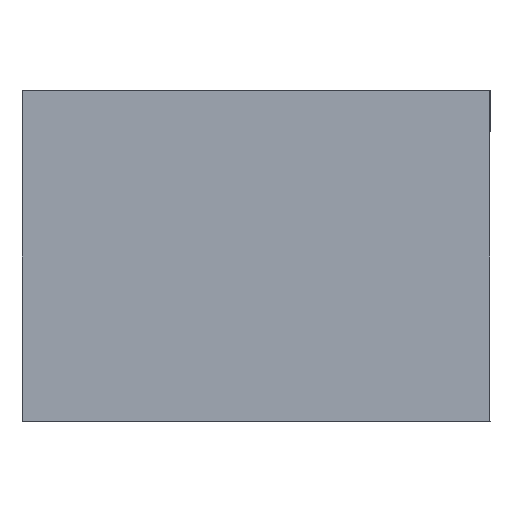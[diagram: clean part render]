
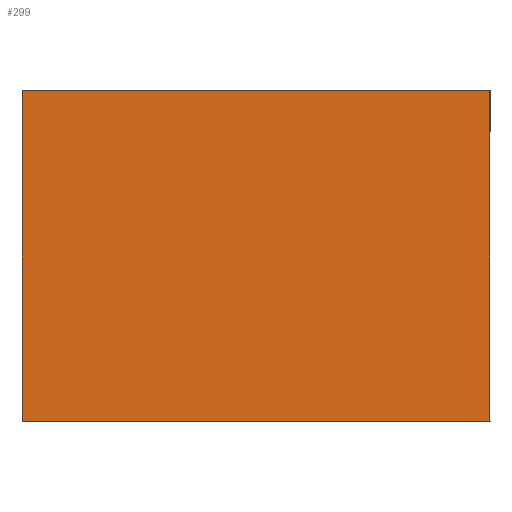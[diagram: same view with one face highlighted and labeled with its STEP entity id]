
A CAD part, top view. The second image highlights one B-rep face of the part: STEP entity #299.
In plain terms, the highlighted planar face has unit normal (0, 0, 1).
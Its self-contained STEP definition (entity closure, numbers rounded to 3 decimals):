
#53=ORIENTED_EDGE('',*,*,#111,.T.);
#54=ORIENTED_EDGE('',*,*,#115,.T.);
#55=ORIENTED_EDGE('',*,*,#118,.T.);
#56=ORIENTED_EDGE('',*,*,#120,.T.);
#111=EDGE_CURVE('',#148,#147,#171,.T.);
#115=EDGE_CURVE('',#147,#150,#175,.T.);
#118=EDGE_CURVE('',#150,#152,#178,.T.);
#120=EDGE_CURVE('',#152,#148,#180,.T.);
#147=VERTEX_POINT('',#458);
#148=VERTEX_POINT('',#460);
#150=VERTEX_POINT('',#466);
#152=VERTEX_POINT('',#472);
#171=LINE('',#459,#207);
#175=LINE('',#467,#211);
#178=LINE('',#473,#214);
#180=LINE('',#476,#216);
#207=VECTOR('',#378,1000.);
#211=VECTOR('',#384,1000.);
#214=VECTOR('',#389,1000.);
#216=VECTOR('',#393,1000.);
#245=EDGE_LOOP('',(#53,#54,#55,#56));
#263=FACE_BOUND('',#245,.T.);
#281=PLANE('',#355);
#299=ADVANCED_FACE('',(#263),#281,.T.);
#355=AXIS2_PLACEMENT_3D('',#477,#394,#395);
#378=DIRECTION('',(0.,-1.,0.));
#384=DIRECTION('',(1.,0.,0.));
#389=DIRECTION('',(0.,1.,0.));
#393=DIRECTION('',(-1.,0.,0.));
#394=DIRECTION('',(0.,0.,1.));
#395=DIRECTION('',(1.,0.,0.));
#458=CARTESIAN_POINT('',(-148.5,-105.,0.2));
#459=CARTESIAN_POINT('',(-148.5,105.,0.2));
#460=CARTESIAN_POINT('',(-148.5,105.,0.2));
#466=CARTESIAN_POINT('',(148.5,-105.,0.2));
#467=CARTESIAN_POINT('',(-148.5,-105.,0.2));
#472=CARTESIAN_POINT('',(148.5,105.,0.2));
#473=CARTESIAN_POINT('',(148.5,-105.,0.2));
#476=CARTESIAN_POINT('',(148.5,105.,0.2));
#477=CARTESIAN_POINT('',(-148.5,-105.,0.2));
